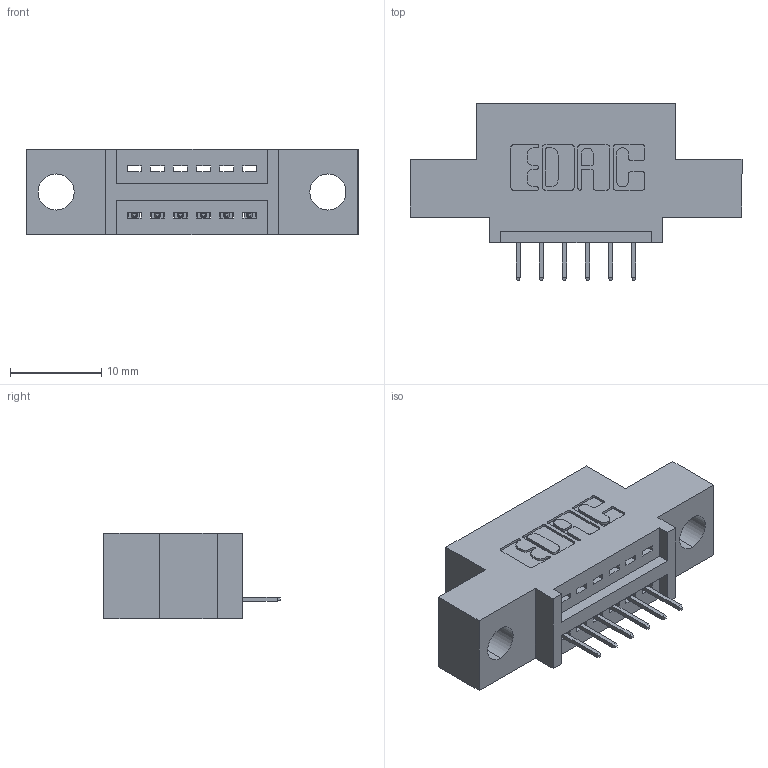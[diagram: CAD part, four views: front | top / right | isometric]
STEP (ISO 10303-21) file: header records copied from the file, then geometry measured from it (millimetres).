
FILE_DESCRIPTION (( 'STEP AP203' ), '1' );
FILE_NAME ('345-006-524-404.STEP', '2019-10-03T15:37:58', ( '' ), ( '' ), 'SwSTEP 2.0', 'SolidWorks 2016', '' );
FILE_SCHEMA (( 'CONFIG_CONTROL_DESIGN' ));
Length unit declared in the file: inch
Products named in the file (3): 345 Part_0.110 Offset - 0.156 Dia-TH; 345-006-524-404; 345-292-001_345-293-124
Assembly tree (7 placements, depth 2):
  345-006-524-404
    345 Part_0.110 Offset - 0.156 Dia-TH
    345-292-001_345-293-124  x6
Bounding box: 36.45 x 19.35 x 9.4 mm (x, y, z)
Volume: 2982.1 mm3; surface area: 3288.6 mm2
Topology: 7 solids, 7 shells, 502 faces, 1433 edges, 930 vertices
Faces by surface type: plane 360, cylinder 142
Entity records: 9571 total; most frequent: CARTESIAN_POINT 1666, ORIENTED_EDGE 1606, DIRECTION 1507, EDGE_CURVE 803, LINE 651, VECTOR 651, VERTEX_POINT 530, AXIS2_PLACEMENT_3D 428
